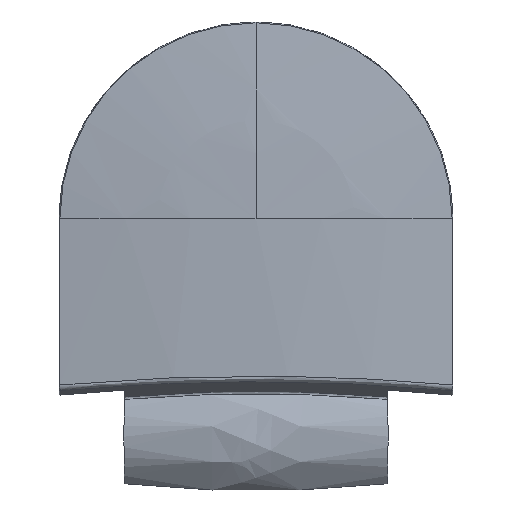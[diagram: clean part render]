
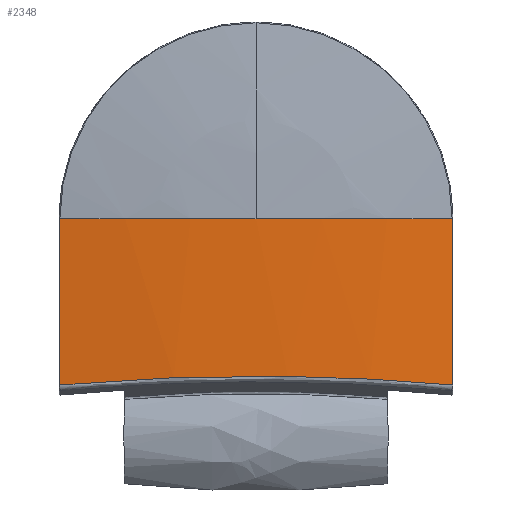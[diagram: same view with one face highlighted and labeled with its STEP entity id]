
A CAD part, front view. The second image highlights one B-rep face of the part: STEP entity #2348.
In plain terms, the highlighted cylindrical face has radius 162.083 mm (diameter 324.167 mm), a partial arc.
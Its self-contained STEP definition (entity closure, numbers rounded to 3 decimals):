
#3 = EDGE_CURVE ( 'NONE', #1610, #3272, #1116, .T. ) ;
#156 = B_SPLINE_CURVE_WITH_KNOTS ( 'NONE', 3,
 ( #233, #2349, #1474, #1548, #177, #1271 ),
 .UNSPECIFIED., .F., .F.,
 ( 4, 2, 4 ),
 ( 0., 0.5, 1. ),
 .UNSPECIFIED. ) ;
#177 = CARTESIAN_POINT ( 'NONE',  ( 13.903, -8.053, 6.004 ) ) ;
#233 = CARTESIAN_POINT ( 'NONE',  ( -20.811, -7.158, 5.381 ) ) ;
#329 = EDGE_CURVE ( 'NONE', #2958, #2805, #2810, .T. ) ;
#435 = DIRECTION ( 'NONE',  ( -1., 0., 0. ) ) ;
#537 = EDGE_LOOP ( 'NONE', ( #928, #2465, #2601, #2196, #731 ) ) ;
#688 = CARTESIAN_POINT ( 'NONE',  ( 0., -8.5, 23. ) ) ;
#731 = ORIENTED_EDGE ( 'NONE', *, *, #3114, .T. ) ;
#756 = DIRECTION ( 'NONE',  ( -1., 0., 0. ) ) ;
#928 = ORIENTED_EDGE ( 'NONE', *, *, #3, .T. ) ;
#1008 = DIRECTION ( 'NONE',  ( 0., 0., 1. ) ) ;
#1116 = LINE ( 'NONE', #2456, #1715 ) ;
#1205 = AXIS2_PLACEMENT_3D ( 'NONE', #2041, #3123, #756 ) ;
#1271 = CARTESIAN_POINT ( 'NONE',  ( 20.811, -7.158, 5.381 ) ) ;
#1280 = CARTESIAN_POINT ( 'NONE',  ( 20.811, -7.158, 45.051 ) ) ;
#1348 = DIRECTION ( 'NONE',  ( 0., 0., -1. ) ) ;
#1422 = DIRECTION ( 'NONE',  ( 0., 0., -1. ) ) ;
#1474 = CARTESIAN_POINT ( 'NONE',  ( -6.947, -8.5, 6.316 ) ) ;
#1548 = CARTESIAN_POINT ( 'NONE',  ( 6.946, -8.5, 6.316 ) ) ;
#1610 = VERTEX_POINT ( 'NONE', #1907 ) ;
#1613 = CARTESIAN_POINT ( 'NONE',  ( 0., 153.583, 45.051 ) ) ;
#1639 = CARTESIAN_POINT ( 'NONE',  ( 20.811, -7.158, 23. ) ) ;
#1715 = VECTOR ( 'NONE', #1422, 1000. ) ;
#1787 = VERTEX_POINT ( 'NONE', #688 ) ;
#1878 = CIRCLE ( 'NONE', #1205, 162.083 ) ;
#1907 = CARTESIAN_POINT ( 'NONE',  ( -20.811, -7.158, 23. ) ) ;
#2012 = CARTESIAN_POINT ( 'NONE',  ( 20.811, -7.158, 5.381 ) ) ;
#2041 = CARTESIAN_POINT ( 'NONE',  ( 0., 153.583, 23. ) ) ;
#2062 = DIRECTION ( 'NONE',  ( 0., 0., -1. ) ) ;
#2140 = CARTESIAN_POINT ( 'NONE',  ( -20.811, -7.158, 5.381 ) ) ;
#2155 = CYLINDRICAL_SURFACE ( 'NONE', #2409, 162.083 ) ;
#2196 = ORIENTED_EDGE ( 'NONE', *, *, #3210, .T. ) ;
#2317 = CARTESIAN_POINT ( 'NONE',  ( 0., 153.583, 23. ) ) ;
#2348 = ADVANCED_FACE ( 'NONE', ( #2930 ), #2155, .T. ) ;
#2349 = CARTESIAN_POINT ( 'NONE',  ( -13.903, -8.053, 6.004 ) ) ;
#2409 = AXIS2_PLACEMENT_3D ( 'NONE', #1613, #1348, #3205 ) ;
#2456 = CARTESIAN_POINT ( 'NONE',  ( -20.811, -7.158, 45.051 ) ) ;
#2465 = ORIENTED_EDGE ( 'NONE', *, *, #3177, .T. ) ;
#2601 = ORIENTED_EDGE ( 'NONE', *, *, #329, .T. ) ;
#2805 = VERTEX_POINT ( 'NONE', #1639 ) ;
#2810 = LINE ( 'NONE', #1280, #2931 ) ;
#2930 = FACE_OUTER_BOUND ( 'NONE', #537, .T. ) ;
#2931 = VECTOR ( 'NONE', #1008, 1000. ) ;
#2958 = VERTEX_POINT ( 'NONE', #2012 ) ;
#2974 = CIRCLE ( 'NONE', #3251, 162.083 ) ;
#3114 = EDGE_CURVE ( 'NONE', #1787, #1610, #2974, .T. ) ;
#3123 = DIRECTION ( 'NONE',  ( 0., 0., -1. ) ) ;
#3177 = EDGE_CURVE ( 'NONE', #3272, #2958, #156, .T. ) ;
#3205 = DIRECTION ( 'NONE',  ( 1., 0., 0. ) ) ;
#3210 = EDGE_CURVE ( 'NONE', #2805, #1787, #1878, .T. ) ;
#3251 = AXIS2_PLACEMENT_3D ( 'NONE', #2317, #2062, #435 ) ;
#3272 = VERTEX_POINT ( 'NONE', #2140 ) ;
